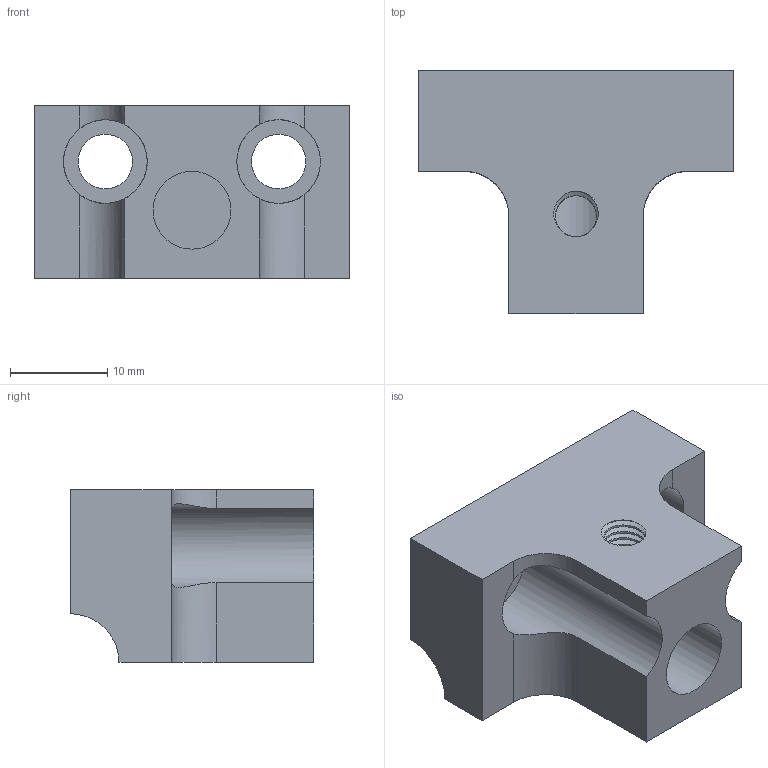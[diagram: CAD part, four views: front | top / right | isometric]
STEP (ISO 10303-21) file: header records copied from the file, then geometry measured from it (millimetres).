
FILE_DESCRIPTION(/* description */ (''),/* implementation_level */ '2;1');
FILE_NAME(/* name */ 'Fixation tige ecarteur perfexion.step',/* time_stamp */ '2023-08-21T19:09:57+02:00',/* author */ (''),/* organization */ (''),/* preprocessor_version */ 'ST-DEVELOPER v20',/* originating_system */ 'Autodesk Translation Framework v12.9.0.99',/* authorisation */ '');
FILE_SCHEMA (('AUTOMOTIVE_DESIGN { 1 0 10303 214 3 1 1 }'));
Length unit declared in the file: millimetre
Products named in the file (1): Fixation tige ecarteur perfexion
Bounding box: 32.3 x 25 x 17.75 mm (x, y, z)
Volume: 6624.6 mm3; surface area: 4051.4 mm2
Topology: 1 solids, 1 shells, 53 faces, 151 edges, 101 vertices
Faces by surface type: cylinder 33, plane 16, bspline 4
Full cylindrical faces by diameter (mm): 4.234 x3, 5.12 x4, 5.6 x2, 8 x1, 8.6 x2
Entity records: 3135 total; most frequent: CARTESIAN_POINT 1826, ORIENTED_EDGE 302, DIRECTION 207, EDGE_CURVE 151, VERTEX_POINT 101, AXIS2_PLACEMENT_3D 73, B_SPLINE_CURVE_WITH_KNOTS 67, LINE 61
